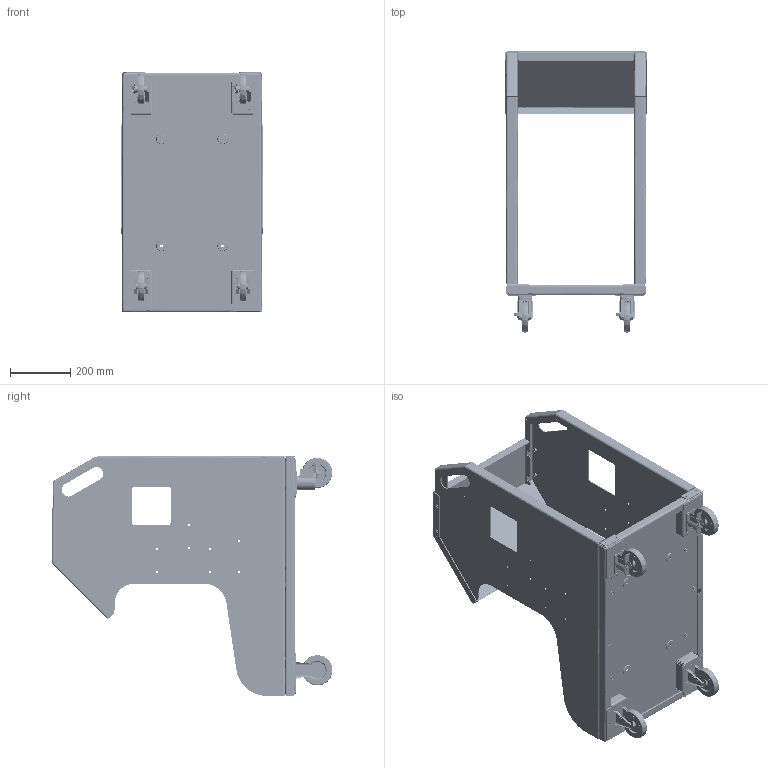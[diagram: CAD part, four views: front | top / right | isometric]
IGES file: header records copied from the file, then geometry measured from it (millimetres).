
Start section:  PTC IGES file: ilc62559500.igs
Global section: file name: ilc62559500.igs; native system: Creo Parametric by PTC Inc.; preprocessor: 2021164; author: rkuestersteffen; organization: Unknown; date: 20211202.113156; units: inch
Bounding box: 470.66 x 932.91 x 796.92 mm (x, y, z)
Surface area: 4437419.1 mm2 (no closed solid volume)
Topology: 0 solids, 0 shells, 12067 faces, 128332 edges, 152560 vertices
Faces by surface type: bspline 6457, revolution 5610
